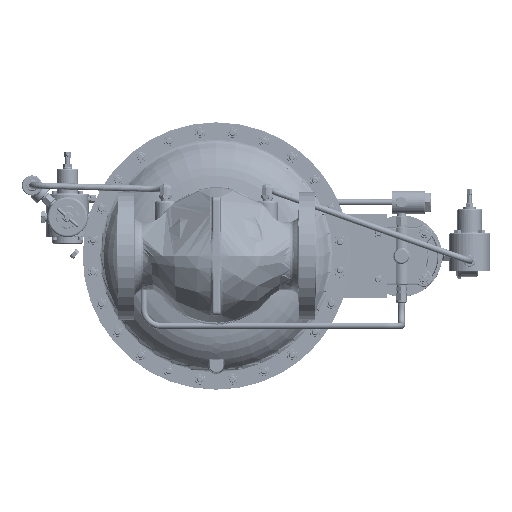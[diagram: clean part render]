
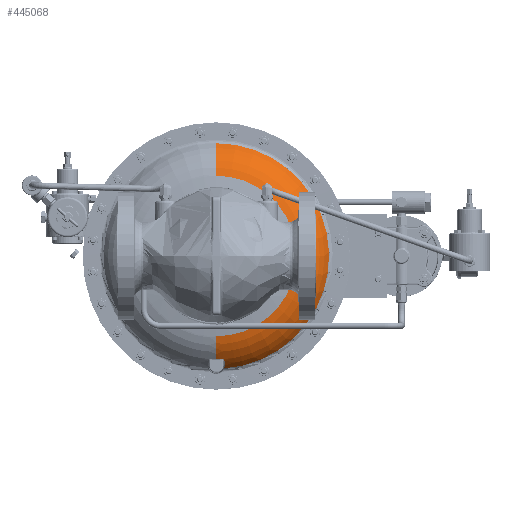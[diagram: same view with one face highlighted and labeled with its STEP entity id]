
A CAD part, front view. The second image highlights one B-rep face of the part: STEP entity #445068.
In plain terms, the highlighted toroidal (fillet/blend) face has major radius 106.491 mm and minor radius 71.438 mm.
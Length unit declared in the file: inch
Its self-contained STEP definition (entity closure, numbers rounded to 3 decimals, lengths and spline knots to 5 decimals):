
#6264 = AXIS2_PLACEMENT_3D ( 'NONE', #406381, #50816, #81735 ) ;
#11744 = CIRCLE ( 'NONE', #299364, 4.73785 ) ;
#15607 = CIRCLE ( 'NONE', #68410, 2.8125 ) ;
#18186 = VERTEX_POINT ( 'NONE', #274856 ) ;
#24660 = TOROIDAL_SURFACE ( 'NONE', #410707, 4.19257, 2.8125 ) ;
#29880 = CARTESIAN_POINT ( 'NONE',  ( 0.48988, 13.15398, -6.36868 ) ) ;
#34176 = AXIS2_PLACEMENT_3D ( 'NONE', #425974, #288388, #316984 ) ;
#34300 = ORIENTED_EDGE ( 'NONE', *, *, #384215, .T. ) ;
#43202 = B_SPLINE_CURVE_WITH_KNOTS ( 'NONE', 3,
 ( #425717, #319040, #354597, #29880, #454341, #456656 ),
 .UNSPECIFIED., .F., .F.,
 ( 4, 2, 4 ),
 ( 0., 0.00513, 0.01025 ),
 .UNSPECIFIED. ) ;
#45811 = VERTEX_POINT ( 'NONE', #389922 ) ;
#50816 = DIRECTION ( 'NONE',  ( -1., 0., 0. ) ) ;
#66654 = CARTESIAN_POINT ( 'NONE',  ( 0.37797, 12.83608, -6.07641 ) ) ;
#66713 = DIRECTION ( 'NONE',  ( 1., 0., 0. ) ) ;
#67811 = EDGE_CURVE ( 'NONE', #45811, #390529, #91122, .T. ) ;
#68169 = ORIENTED_EDGE ( 'NONE', *, *, #98280, .F. ) ;
#68410 = AXIS2_PLACEMENT_3D ( 'NONE', #137855, #66713, #351152 ) ;
#72287 = CARTESIAN_POINT ( 'NONE',  ( 0.48185, 13.45426, -6.57979 ) ) ;
#72879 = ORIENTED_EDGE ( 'NONE', *, *, #238056, .F. ) ;
#76004 = CARTESIAN_POINT ( 'NONE',  ( 0.48296, 12.95302, -6.19006 ) ) ;
#81735 = DIRECTION ( 'NONE',  ( 0., 0., 1. ) ) ;
#91122 = B_SPLINE_CURVE_WITH_KNOTS ( 'NONE', 3,
 ( #289287, #256147, #66654, #111597, #211263, #391309, #355764, #140138, #102242, #395980, #324888, #253812, #147144, #76004 ),
 .UNSPECIFIED., .F., .F.,
 ( 4, 2, 2, 2, 2, 2, 4 ),
 ( 0., 0.00072, 0.00144, 0.00216, 0.00288, 0.00431, 0.00575 ),
 .UNSPECIFIED. ) ;
#95880 = CARTESIAN_POINT ( 'NONE',  ( 0., 12.835, -6.08697 ) ) ;
#98280 = EDGE_CURVE ( 'NONE', #186245, #181363, #225933, .T. ) ;
#102242 = CARTESIAN_POINT ( 'NONE',  ( 0.44687, 12.87058, -6.10898 ) ) ;
#108301 = DIRECTION ( 'NONE',  ( 0., 0., -1. ) ) ;
#111597 = CARTESIAN_POINT ( 'NONE',  ( 0.39625, 12.84026, -6.07983 ) ) ;
#126109 = ORIENTED_EDGE ( 'NONE', *, *, #188480, .T. ) ;
#137855 = CARTESIAN_POINT ( 'NONE',  ( 0., 14.91381, 4.19257 ) ) ;
#140138 = CARTESIAN_POINT ( 'NONE',  ( 0.44104, 12.86516, -6.10364 ) ) ;
#141095 = CARTESIAN_POINT ( 'NONE',  ( 0.49524, 13.30884, -6.48403 ) ) ;
#143844 = DIRECTION ( 'NONE',  ( 0., -1., 0. ) ) ;
#147144 = CARTESIAN_POINT ( 'NONE',  ( 0.48249, 12.93939, -6.1768 ) ) ;
#148119 = ORIENTED_EDGE ( 'NONE', *, *, #182235, .T. ) ;
#166583 = AXIS2_PLACEMENT_3D ( 'NONE', #405520, #287741, #225469 ) ;
#178063 = DIRECTION ( 'NONE',  ( 0., 0., -1. ) ) ;
#178075 = CIRCLE ( 'NONE', #34176, 4.73785 ) ;
#181363 = VERTEX_POINT ( 'NONE', #342960 ) ;
#182235 = EDGE_CURVE ( 'NONE', #284330, #467114, #15607, .T. ) ;
#184849 = EDGE_CURVE ( 'NONE', #18186, #284330, #370816, .T. ) ;
#186245 = VERTEX_POINT ( 'NONE', #95880 ) ;
#188480 = EDGE_CURVE ( 'NONE', #416798, #18186, #241568, .T. ) ;
#211263 = CARTESIAN_POINT ( 'NONE',  ( 0.40488, 12.84332, -6.0826 ) ) ;
#225469 = DIRECTION ( 'NONE',  ( 0., 0., 1. ) ) ;
#225933 = CIRCLE ( 'NONE', #6264, 2.8125 ) ;
#234695 = AXIS2_PLACEMENT_3D ( 'NONE', #246897, #284725, #398421 ) ;
#238056 = EDGE_CURVE ( 'NONE', #419595, #467114, #178075, .T. ) ;
#241090 = EDGE_LOOP ( 'NONE', ( #402341, #148119, #72879, #447690, #68169, #34300, #428531, #395594, #126109 ) ) ;
#241568 = B_SPLINE_CURVE_WITH_KNOTS ( 'NONE', 3,
 ( #465772, #141095, #468105, #72287, #254768, #399290 ),
 .UNSPECIFIED., .F., .F.,
 ( 4, 2, 4 ),
 ( 0., 0.00443, 0.00887 ),
 .UNSPECIFIED. ) ;
#246897 = CARTESIAN_POINT ( 'NONE',  ( 0., 12.835, 0. ) ) ;
#253812 = CARTESIAN_POINT ( 'NONE',  ( 0.47978, 12.92605, -6.16374 ) ) ;
#254768 = CARTESIAN_POINT ( 'NONE',  ( 0.47321, 13.50356, -6.60972 ) ) ;
#256147 = CARTESIAN_POINT ( 'NONE',  ( 0.36861, 12.835, -6.0758 ) ) ;
#274401 = CARTESIAN_POINT ( 'NONE',  ( 0.48296, 12.95302, -6.19006 ) ) ;
#274856 = CARTESIAN_POINT ( 'NONE',  ( 0.46185, 13.55351, -6.63818 ) ) ;
#284330 = VERTEX_POINT ( 'NONE', #367646 ) ;
#284725 = DIRECTION ( 'NONE',  ( 0., -1., 0. ) ) ;
#287741 = DIRECTION ( 'NONE',  ( 0., -1., 0. ) ) ;
#288388 = DIRECTION ( 'NONE',  ( 0., -1., 0. ) ) ;
#289287 = CARTESIAN_POINT ( 'NONE',  ( 0.35904, 12.835, -6.07637 ) ) ;
#299364 = AXIS2_PLACEMENT_3D ( 'NONE', #432966, #143844, #108301 ) ;
#316984 = DIRECTION ( 'NONE',  ( 0., 0., -1. ) ) ;
#319040 = CARTESIAN_POINT ( 'NONE',  ( 0.48461, 13.00124, -6.23697 ) ) ;
#321453 = CARTESIAN_POINT ( 'NONE',  ( 0.49359, 13.26135, -6.44957 ) ) ;
#322582 = CARTESIAN_POINT ( 'NONE',  ( 0., 14.91381, 0. ) ) ;
#324888 = CARTESIAN_POINT ( 'NONE',  ( 0.46954, 12.89998, -6.13806 ) ) ;
#342960 = CARTESIAN_POINT ( 'NONE',  ( 0., 12.15467, -4.73785 ) ) ;
#350617 = EDGE_CURVE ( 'NONE', #390529, #416798, #43202, .T. ) ;
#351152 = DIRECTION ( 'NONE',  ( 0., 0., -1. ) ) ;
#354597 = CARTESIAN_POINT ( 'NONE',  ( 0.48633, 13.05115, -6.28214 ) ) ;
#355764 = CARTESIAN_POINT ( 'NONE',  ( 0.42808, 12.85536, -6.09407 ) ) ;
#355782 = FACE_OUTER_BOUND ( 'NONE', #241090, .T. ) ;
#358108 = DIRECTION ( 'NONE',  ( 0., -1., 0. ) ) ;
#367646 = CARTESIAN_POINT ( 'NONE',  ( 0., 13.55351, 6.65423 ) ) ;
#370816 = CIRCLE ( 'NONE', #166583, 6.65423 ) ;
#384215 = EDGE_CURVE ( 'NONE', #186245, #45811, #408870, .T. ) ;
#389922 = CARTESIAN_POINT ( 'NONE',  ( 0.35904, 12.835, -6.07637 ) ) ;
#390529 = VERTEX_POINT ( 'NONE', #274401 ) ;
#391206 = CARTESIAN_POINT ( 'NONE',  ( 0., 12.15467, 4.73785 ) ) ;
#391309 = CARTESIAN_POINT ( 'NONE',  ( 0.42081, 12.85087, -6.08973 ) ) ;
#395594 = ORIENTED_EDGE ( 'NONE', *, *, #350617, .T. ) ;
#395980 = CARTESIAN_POINT ( 'NONE',  ( 0.46216, 12.88763, -6.12582 ) ) ;
#398421 = DIRECTION ( 'NONE',  ( 0., 0., 1. ) ) ;
#399290 = CARTESIAN_POINT ( 'NONE',  ( 0.46185, 13.55351, -6.63818 ) ) ;
#402341 = ORIENTED_EDGE ( 'NONE', *, *, #184849, .T. ) ;
#405520 = CARTESIAN_POINT ( 'NONE',  ( 0., 13.55351, 0. ) ) ;
#406381 = CARTESIAN_POINT ( 'NONE',  ( 0., 14.91381, -4.19257 ) ) ;
#408870 = CIRCLE ( 'NONE', #234695, 6.08697 ) ;
#410707 = AXIS2_PLACEMENT_3D ( 'NONE', #322582, #358108, #178063 ) ;
#416798 = VERTEX_POINT ( 'NONE', #321453 ) ;
#419595 = VERTEX_POINT ( 'NONE', #430910 ) ;
#425717 = CARTESIAN_POINT ( 'NONE',  ( 0.48296, 12.95302, -6.19006 ) ) ;
#425974 = CARTESIAN_POINT ( 'NONE',  ( 0., 12.15467, 0. ) ) ;
#428531 = ORIENTED_EDGE ( 'NONE', *, *, #67811, .T. ) ;
#430910 = CARTESIAN_POINT ( 'NONE',  ( 4.73785, 12.15467, 0. ) ) ;
#432966 = CARTESIAN_POINT ( 'NONE',  ( 0., 12.15467, 0. ) ) ;
#445068 = ADVANCED_FACE ( 'NONE', ( #355782 ), #24660, .T. ) ;
#447690 = ORIENTED_EDGE ( 'NONE', *, *, #452568, .F. ) ;
#452568 = EDGE_CURVE ( 'NONE', #181363, #419595, #11744, .T. ) ;
#454341 = CARTESIAN_POINT ( 'NONE',  ( 0.49171, 13.20691, -6.41007 ) ) ;
#456656 = CARTESIAN_POINT ( 'NONE',  ( 0.49359, 13.26135, -6.44957 ) ) ;
#465772 = CARTESIAN_POINT ( 'NONE',  ( 0.49359, 13.26135, -6.44957 ) ) ;
#467114 = VERTEX_POINT ( 'NONE', #391206 ) ;
#468105 = CARTESIAN_POINT ( 'NONE',  ( 0.49286, 13.3569, -6.51694 ) ) ;
